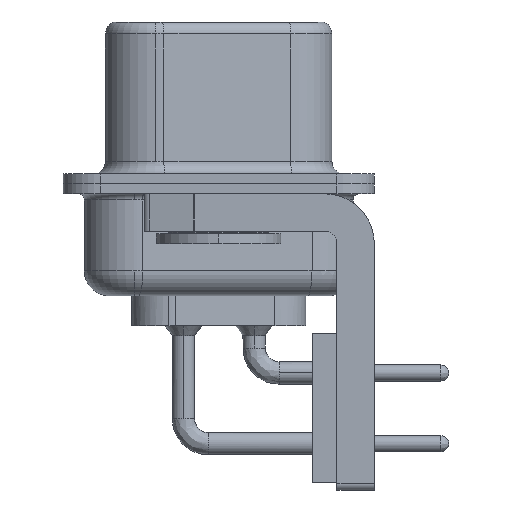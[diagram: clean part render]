
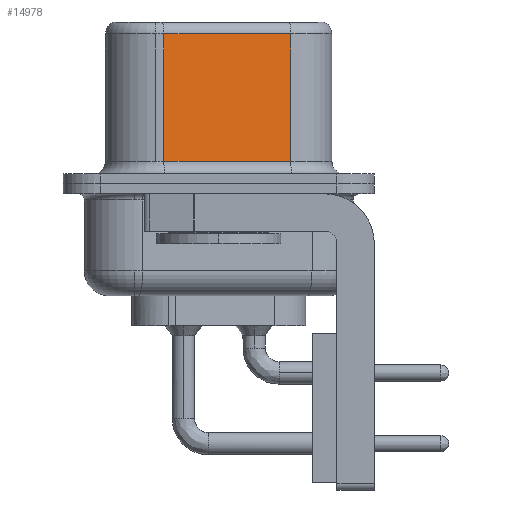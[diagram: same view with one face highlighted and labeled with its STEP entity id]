
A CAD part, left-side view. The second image highlights one B-rep face of the part: STEP entity #14978.
In plain terms, the highlighted planar face has unit normal (-0.985, -0.174, 0).
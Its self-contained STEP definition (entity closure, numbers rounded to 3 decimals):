
#443 = LINE ( 'NONE', #20770, #8544 ) ;
#825 = VECTOR ( 'NONE', #18257, 1000. ) ;
#1441 = CARTESIAN_POINT ( 'NONE',  ( 3.68, 2.203, 6.02 ) ) ;
#2919 = VECTOR ( 'NONE', #4417, 1000. ) ;
#3402 = EDGE_LOOP ( 'NONE', ( #10289, #19988, #7077, #14348 ) ) ;
#3887 = DIRECTION ( 'NONE',  ( 0., 0., -1. ) ) ;
#3954 = CARTESIAN_POINT ( 'NONE',  ( 3.68, 2.203, 0.9 ) ) ;
#4006 = PLANE ( 'NONE',  #8364 ) ;
#4288 = CARTESIAN_POINT ( 'NONE',  ( 4.58, -2.897, 0.9 ) ) ;
#4417 = DIRECTION ( 'NONE',  ( -0.174, 0.985, 0. ) ) ;
#5622 = DIRECTION ( 'NONE',  ( 0.985, 0.174, 0. ) ) ;
#6037 = FACE_OUTER_BOUND ( 'NONE', #3402, .T. ) ;
#6754 = CARTESIAN_POINT ( 'NONE',  ( 4.58, -2.897, 0.9 ) ) ;
#7077 = ORIENTED_EDGE ( 'NONE', *, *, #17645, .T. ) ;
#8364 = AXIS2_PLACEMENT_3D ( 'NONE', #15495, #5622, #17184 ) ;
#8544 = VECTOR ( 'NONE', #15753, 1000. ) ;
#8825 = VERTEX_POINT ( 'NONE', #3954 ) ;
#9119 = VERTEX_POINT ( 'NONE', #1441 ) ;
#9841 = VECTOR ( 'NONE', #3887, 1000. ) ;
#10289 = ORIENTED_EDGE ( 'NONE', *, *, #13604, .F. ) ;
#12139 = LINE ( 'NONE', #12587, #2919 ) ;
#12235 = CARTESIAN_POINT ( 'NONE',  ( 4.58, -2.897, 6.02 ) ) ;
#12587 = CARTESIAN_POINT ( 'NONE',  ( 4.58, -2.897, 6.02 ) ) ;
#13604 = EDGE_CURVE ( 'NONE', #14147, #17007, #18145, .T. ) ;
#14147 = VERTEX_POINT ( 'NONE', #12235 ) ;
#14303 = EDGE_CURVE ( 'NONE', #14147, #9119, #12139, .T. ) ;
#14348 = ORIENTED_EDGE ( 'NONE', *, *, #20765, .T. ) ;
#14978 = ADVANCED_FACE ( 'NONE', ( #6037 ), #4006, .F. ) ;
#15392 = CARTESIAN_POINT ( 'NONE',  ( 4.58, -2.897, 6.52 ) ) ;
#15495 = CARTESIAN_POINT ( 'NONE',  ( 4.58, -2.897, 6.52 ) ) ;
#15753 = DIRECTION ( 'NONE',  ( 0., 0., -1. ) ) ;
#17007 = VERTEX_POINT ( 'NONE', #4288 ) ;
#17184 = DIRECTION ( 'NONE',  ( -0.174, 0.985, 0. ) ) ;
#17645 = EDGE_CURVE ( 'NONE', #9119, #8825, #443, .T. ) ;
#17725 = LINE ( 'NONE', #6754, #825 ) ;
#18145 = LINE ( 'NONE', #15392, #9841 ) ;
#18257 = DIRECTION ( 'NONE',  ( 0.174, -0.985, 0. ) ) ;
#19988 = ORIENTED_EDGE ( 'NONE', *, *, #14303, .T. ) ;
#20765 = EDGE_CURVE ( 'NONE', #8825, #17007, #17725, .T. ) ;
#20770 = CARTESIAN_POINT ( 'NONE',  ( 3.68, 2.203, 6.52 ) ) ;
